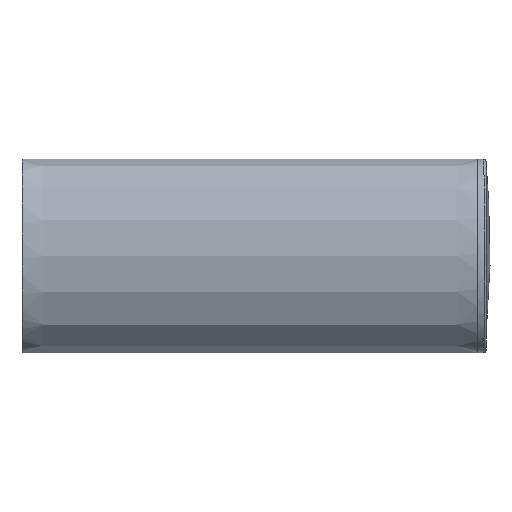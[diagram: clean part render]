
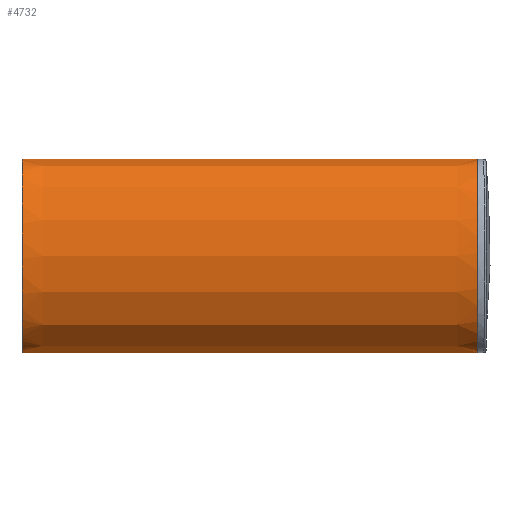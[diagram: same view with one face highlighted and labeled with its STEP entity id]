
A CAD part, left-side view. The second image highlights one B-rep face of the part: STEP entity #4732.
In plain terms, the highlighted face is a extrusion surface.
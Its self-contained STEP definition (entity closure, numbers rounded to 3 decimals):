
#18=CARTESIAN_POINT('',(-23.,0.,108.));
#19=CARTESIAN_POINT('',(-23.,-0.402,108.));
#20=CARTESIAN_POINT('',(-22.94,-1.206,108.));
#21=CARTESIAN_POINT('',(-22.556,-2.87,108.));
#22=CARTESIAN_POINT('',(-21.539,-4.984,108.));
#23=CARTESIAN_POINT('',(-19.396,-7.431,108.));
#24=CARTESIAN_POINT('',(-16.381,-9.615,108.));
#25=CARTESIAN_POINT('',(-12.661,-11.385,108.));
#26=CARTESIAN_POINT('',(-8.492,-12.642,108.));
#27=CARTESIAN_POINT('',(-4.89,-13.239,108.));
#28=CARTESIAN_POINT('',(-2.055,-13.465,108.));
#29=CARTESIAN_POINT('',(0.,-13.518,108.));
#30=CARTESIAN_POINT('',(2.055,-13.465,108.));
#31=CARTESIAN_POINT('',(4.89,-13.239,108.));
#32=CARTESIAN_POINT('',(8.492,-12.642,108.));
#33=CARTESIAN_POINT('',(12.661,-11.385,108.));
#34=CARTESIAN_POINT('',(16.381,-9.615,108.));
#35=CARTESIAN_POINT('',(19.396,-7.431,108.));
#36=CARTESIAN_POINT('',(21.539,-4.984,108.));
#37=CARTESIAN_POINT('',(22.556,-2.87,108.));
#38=CARTESIAN_POINT('',(22.94,-1.206,108.));
#39=CARTESIAN_POINT('',(23.,-0.402,108.));
#40=CARTESIAN_POINT('',(23.,0.,108.));
#137=DIRECTION('',(0.,0.,1.));
#138=VECTOR('',#137,108.);
#139=CARTESIAN_POINT('',(-23.,0.,0.));
#140=LINE('',#139,#138);
#144=DIRECTION('',(0.,0.,1.));
#145=VECTOR('',#144,108.);
#146=CARTESIAN_POINT('',(23.,0.,0.));
#147=LINE('',#146,#145);
#324=CARTESIAN_POINT('',(23.,0.,0.));
#325=CARTESIAN_POINT('',(23.,-0.402,0.));
#326=CARTESIAN_POINT('',(22.94,-1.206,0.));
#327=CARTESIAN_POINT('',(22.556,-2.87,0.));
#328=CARTESIAN_POINT('',(21.539,-4.984,0.));
#329=CARTESIAN_POINT('',(19.396,-7.431,0.));
#330=CARTESIAN_POINT('',(16.381,-9.615,0.));
#331=CARTESIAN_POINT('',(12.661,-11.385,0.));
#332=CARTESIAN_POINT('',(8.492,-12.642,0.));
#333=CARTESIAN_POINT('',(4.89,-13.239,0.));
#334=CARTESIAN_POINT('',(2.055,-13.465,0.));
#335=CARTESIAN_POINT('',(0.,-13.518,0.));
#336=CARTESIAN_POINT('',(-2.055,-13.465,0.));
#337=CARTESIAN_POINT('',(-4.89,-13.239,0.));
#338=CARTESIAN_POINT('',(-8.492,-12.642,0.));
#339=CARTESIAN_POINT('',(-12.661,-11.385,0.));
#340=CARTESIAN_POINT('',(-16.381,-9.615,0.));
#341=CARTESIAN_POINT('',(-19.396,-7.431,0.));
#342=CARTESIAN_POINT('',(-21.539,-4.984,0.));
#343=CARTESIAN_POINT('',(-22.556,-2.87,0.));
#344=CARTESIAN_POINT('',(-22.94,-1.206,0.));
#345=CARTESIAN_POINT('',(-23.,-0.402,0.));
#346=CARTESIAN_POINT('',(-23.,0.,0.));
#4623=CARTESIAN_POINT('',(23.,0.,0.));
#4624=CARTESIAN_POINT('',(23.,0.,108.));
#4625=VERTEX_POINT('',#4623);
#4626=VERTEX_POINT('',#4624);
#4627=CARTESIAN_POINT('',(-23.,0.,0.));
#4628=CARTESIAN_POINT('',(-23.,0.,108.));
#4629=VERTEX_POINT('',#4627);
#4630=VERTEX_POINT('',#4628);
#4691=CARTESIAN_POINT('',(-22.964,0.774,-5.4));
#4692=CARTESIAN_POINT('',(-22.988,0.515,-5.4));
#4693=CARTESIAN_POINT('',(-23.019,-0.145,-5.4));
#4694=CARTESIAN_POINT('',(-22.94,-1.206,-5.4));
#4695=CARTESIAN_POINT('',(-22.556,-2.87,-5.4));
#4696=CARTESIAN_POINT('',(-21.539,-4.984,-5.4));
#4697=CARTESIAN_POINT('',(-19.396,-7.431,-5.4));
#4698=CARTESIAN_POINT('',(-16.381,-9.615,-5.4));
#4699=CARTESIAN_POINT('',(-12.661,-11.385,-5.4));
#4700=CARTESIAN_POINT('',(-8.492,-12.642,-5.4));
#4701=CARTESIAN_POINT('',(-4.89,-13.239,-5.4));
#4702=CARTESIAN_POINT('',(-2.055,-13.465,-5.4));
#4703=CARTESIAN_POINT('',(0.,-13.518,-5.4));
#4704=CARTESIAN_POINT('',(2.055,-13.465,-5.4));
#4705=CARTESIAN_POINT('',(4.89,-13.239,-5.4));
#4706=CARTESIAN_POINT('',(8.492,-12.642,-5.4));
#4707=CARTESIAN_POINT('',(12.661,-11.385,-5.4));
#4708=CARTESIAN_POINT('',(16.381,-9.615,-5.4));
#4709=CARTESIAN_POINT('',(19.396,-7.431,-5.4));
#4710=CARTESIAN_POINT('',(21.539,-4.984,-5.4));
#4711=CARTESIAN_POINT('',(22.556,-2.87,-5.4));
#4712=CARTESIAN_POINT('',(22.94,-1.206,-5.4));
#4713=CARTESIAN_POINT('',(23.019,-0.145,-5.4));
#4714=CARTESIAN_POINT('',(22.988,0.515,-5.4));
#4715=CARTESIAN_POINT('',(22.964,0.774,-5.4));
#4720=DIRECTION('',(0.,0.,1.));
#4721=VECTOR('',#4720,1.);
#4722=SURFACE_OF_LINEAR_EXTRUSION('',#4716,#4721);
#4723=ORIENTED_EDGE('',*,*,#4649,.T.);
#4725=ORIENTED_EDGE('',*,*,#4724,.F.);
#4727=ORIENTED_EDGE('',*,*,#4726,.T.);
#4729=ORIENTED_EDGE('',*,*,#4728,.T.);
#4730=EDGE_LOOP('',(#4723,#4725,#4727,#4729));
#4731=FACE_OUTER_BOUND('',#4730,.F.);
#4732=ADVANCED_FACE('',(#4731),#4722,.T.);
#41=B_SPLINE_CURVE_WITH_KNOTS('',3,(#18,#19,#20,#21,#22,#23,#24,#25,#26,#27,#28,
#29,#30,#31,#32,#33,#34,#35,#36,#37,#38,#39,#40),.UNSPECIFIED.,.F.,.F.,(4,1,1,1,
1,1,1,1,1,1,1,1,1,1,1,1,1,1,1,1,4),(0.,0.031,0.063,0.125,0.188,
0.25,0.313,0.375,0.438,0.469,0.5,0.531,0.563,0.625,
0.688,0.75,0.813,0.875,0.938,0.969,1.),.UNSPECIFIED.);
#347=B_SPLINE_CURVE_WITH_KNOTS('',3,(#324,#325,#326,#327,#328,#329,#330,#331,
#332,#333,#334,#335,#336,#337,#338,#339,#340,#341,#342,#343,#344,#345,#346),
.UNSPECIFIED.,.F.,.F.,(4,1,1,1,1,1,1,1,1,1,1,1,1,1,1,1,1,1,1,1,4),(0.,
0.031,0.063,0.125,0.188,0.25,0.313,0.375,0.438,0.469,
0.5,0.531,0.563,0.625,0.688,0.75,0.813,0.875,0.938,
0.969,1.),.UNSPECIFIED.);
#4649=EDGE_CURVE('',#4630,#4626,#41,.T.);
#4716=B_SPLINE_CURVE_WITH_KNOTS('',3,(#4691,#4692,#4693,#4694,#4695,#4696,#4697,
#4698,#4699,#4700,#4701,#4702,#4703,#4704,#4705,#4706,#4707,#4708,#4709,#4710,
#4711,#4712,#4713,#4714,#4715),.UNSPECIFIED.,.F.,.F.,(4,1,1,1,1,1,1,1,1,1,1,1,1,
1,1,1,1,1,1,1,1,1,4),(0.,0.019,0.049,
0.079,0.139,0.2,0.26,
0.32,0.38,0.44,0.47,0.5,
0.53,0.56,0.62,0.68,
0.74,0.8,0.861,0.921,
0.951,0.981,1.),.UNSPECIFIED.);
#4724=EDGE_CURVE('',#4625,#4626,#147,.T.);
#4726=EDGE_CURVE('',#4625,#4629,#347,.T.);
#4728=EDGE_CURVE('',#4629,#4630,#140,.T.);
